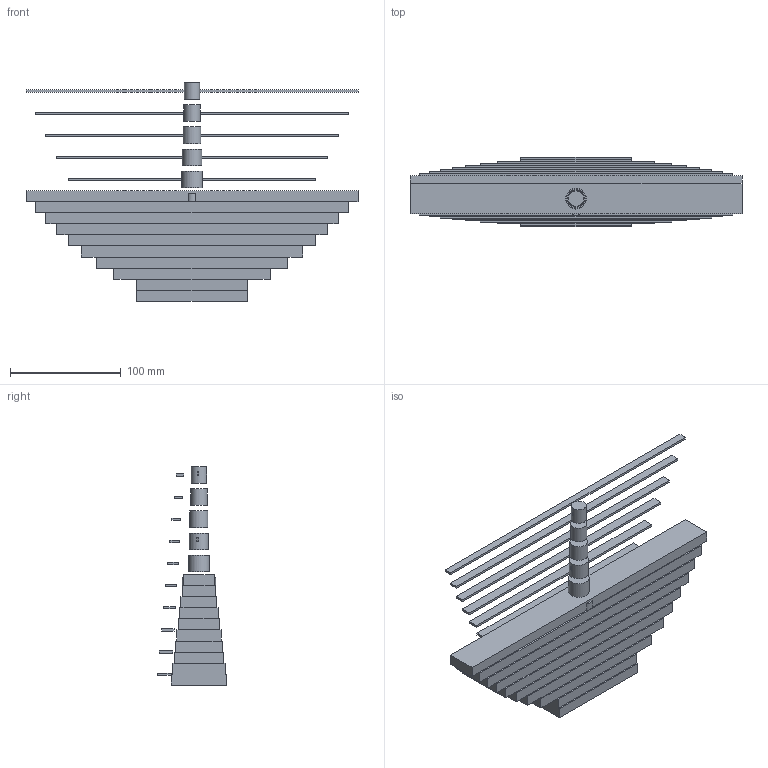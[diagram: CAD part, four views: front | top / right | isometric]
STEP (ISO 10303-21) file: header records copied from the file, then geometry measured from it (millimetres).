
FILE_DESCRIPTION(('Open CASCADE Model'),'2;1');
FILE_NAME('Open CASCADE Shape Model','2024-05-30T14:28:29',('Author'),( 'Open CASCADE'),'Open CASCADE STEP processor 7.7','Open CASCADE 7.7' ,'Unknown');
FILE_SCHEMA(('AUTOMOTIVE_DESIGN { 1 0 10303 214 1 1 1 1 }'));
Length unit declared in the file: millimetre
Products named in the file (16): Open CASCADE STEP translator 7.7 63; Open CASCADE STEP translator 7.7 63.1; Open CASCADE STEP translator 7.7 63.2; Open CASCADE STEP translator 7.7 63.3; Open CASCADE STEP translator 7.7 63.4; Open CASCADE STEP translator 7.7 63.5; Open CASCADE STEP translator 7.7 63.6; Open CASCADE STEP translator 7.7 63.7; Open CASCADE STEP translator 7.7 63.8; Open CASCADE STEP translator 7.7 63.9; Open CASCADE STEP translator 7.7 63.10; Open CASCADE STEP translator 7.7 63.11; Open CASCADE STEP translator 7.7 63.12; Open CASCADE STEP translator 7.7 63.13; Open CASCADE STEP translator 7.7 63.14; Open CASCADE STEP translator 7.7 63.15
Assembly tree (15 placements, depth 2):
  Open CASCADE STEP translator 7.7 63
    Open CASCADE STEP translator 7.7 63.1
    Open CASCADE STEP translator 7.7 63.2
    Open CASCADE STEP translator 7.7 63.3
    Open CASCADE STEP translator 7.7 63.4
    Open CASCADE STEP translator 7.7 63.5
    Open CASCADE STEP translator 7.7 63.6
    Open CASCADE STEP translator 7.7 63.7
    Open CASCADE STEP translator 7.7 63.8
    Open CASCADE STEP translator 7.7 63.9
    Open CASCADE STEP translator 7.7 63.10
    Open CASCADE STEP translator 7.7 63.11
    Open CASCADE STEP translator 7.7 63.12
    Open CASCADE STEP translator 7.7 63.13
    Open CASCADE STEP translator 7.7 63.14
    Open CASCADE STEP translator 7.7 63.15
Bounding box: 300 x 62.5 x 197.5 mm (x, y, z)
Volume: 789715.9 mm3; surface area: 125635.4 mm2
Topology: 15 solids, 20 shells, 191 faces, 413 edges, 264 vertices
Faces by surface type: plane 182, cylinder 9
Full cylindrical faces by diameter (mm): 13.75 x1, 15 x1, 16.25 x1, 17.5 x1, 18.75 x1
Entity records: 10654 total; most frequent: CARTESIAN_POINT 1762, DIRECTION 1645, LINE 1163, VECTOR 1163, ORIENTED_EDGE 826, PCURVE 826, DEFINITIONAL_REPRESENTATION 826, EDGE_CURVE 413
